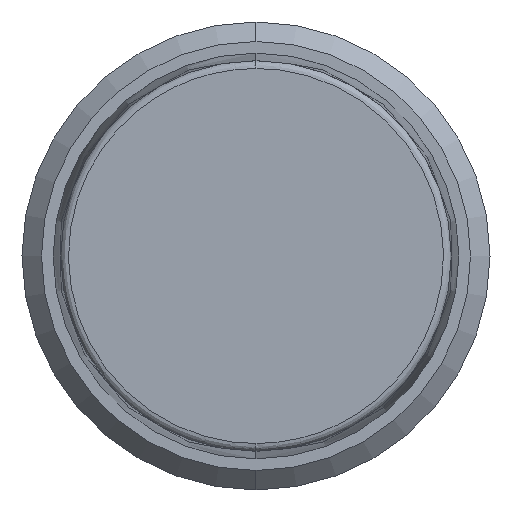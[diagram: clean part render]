
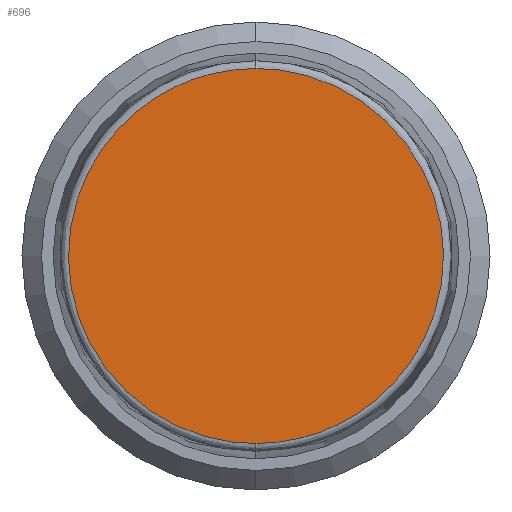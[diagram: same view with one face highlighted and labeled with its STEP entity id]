
A CAD part, left-side view. The second image highlights one B-rep face of the part: STEP entity #696.
In plain terms, the highlighted planar face has unit normal (-1, 0, 0).
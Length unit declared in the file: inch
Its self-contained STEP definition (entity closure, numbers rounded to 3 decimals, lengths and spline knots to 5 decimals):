
#696 = ADVANCED_FACE ( 'NONE', ( #4143 ), #2786, .F. ) ;
#925 = CARTESIAN_POINT ( 'NONE',  ( -0.19685, 0., 0.18929 ) ) ;
#1064 = CARTESIAN_POINT ( 'NONE',  ( -0.19685, 0., -0.18929 ) ) ;
#1214 =( BOUNDED_CURVE ( )  B_SPLINE_CURVE ( 3, ( #925, #3812, #2840, #1064 ),
 .UNSPECIFIED., .F., .F. ) 
 B_SPLINE_CURVE_WITH_KNOTS ( ( 4, 4 ),
 ( 0.5, 1. ),
 .UNSPECIFIED. ) 
 CURVE ( )  GEOMETRIC_REPRESENTATION_ITEM ( )  RATIONAL_B_SPLINE_CURVE ( ( 1., 0.333, 0.333, 1. ) ) 
 REPRESENTATION_ITEM ( '' )  );
#1515 = CARTESIAN_POINT ( 'NONE',  ( -0.19685, 0., 0.18929 ) ) ;
#1544 = ORIENTED_EDGE ( 'NONE', *, *, #2739, .F. ) ;
#1653 = DIRECTION ( 'NONE',  ( 1., 0., 0. ) ) ;
#2182 = VERTEX_POINT ( 'NONE', #1515 ) ;
#2251 = ORIENTED_EDGE ( 'NONE', *, *, #5763, .F. ) ;
#2348 = EDGE_LOOP ( 'NONE', ( #1544, #2251 ) ) ;
#2437 = CARTESIAN_POINT ( 'NONE',  ( -0.19685, 0.37857, 0.18929 ) ) ;
#2451 = AXIS2_PLACEMENT_3D ( 'NONE', #5769, #1653, #3512 ) ;
#2739 = EDGE_CURVE ( 'NONE', #2898, #2182, #2741, .T. ) ;
#2741 =( BOUNDED_CURVE ( )  B_SPLINE_CURVE ( 3, ( #4658, #2812, #2437, #5563 ),
 .UNSPECIFIED., .F., .F. ) 
 B_SPLINE_CURVE_WITH_KNOTS ( ( 4, 4 ),
 ( 0., 0.5 ),
 .UNSPECIFIED. ) 
 CURVE ( )  GEOMETRIC_REPRESENTATION_ITEM ( )  RATIONAL_B_SPLINE_CURVE ( ( 1., 0.333, 0.333, 1. ) ) 
 REPRESENTATION_ITEM ( '' )  );
#2786 = PLANE ( 'NONE',  #2451 ) ;
#2812 = CARTESIAN_POINT ( 'NONE',  ( -0.19685, 0.37857, -0.18929 ) ) ;
#2840 = CARTESIAN_POINT ( 'NONE',  ( -0.19685, -0.37857, -0.18929 ) ) ;
#2898 = VERTEX_POINT ( 'NONE', #3373 ) ;
#3373 = CARTESIAN_POINT ( 'NONE',  ( -0.19685, 0., -0.18929 ) ) ;
#3512 = DIRECTION ( 'NONE',  ( 0., 0., -1. ) ) ;
#3812 = CARTESIAN_POINT ( 'NONE',  ( -0.19685, -0.37857, 0.18929 ) ) ;
#4143 = FACE_OUTER_BOUND ( 'NONE', #2348, .T. ) ;
#4658 = CARTESIAN_POINT ( 'NONE',  ( -0.19685, 0., -0.18929 ) ) ;
#5563 = CARTESIAN_POINT ( 'NONE',  ( -0.19685, 0., 0.18929 ) ) ;
#5763 = EDGE_CURVE ( 'NONE', #2182, #2898, #1214, .T. ) ;
#5769 = CARTESIAN_POINT ( 'NONE',  ( -0.19685, 0., 0. ) ) ;
